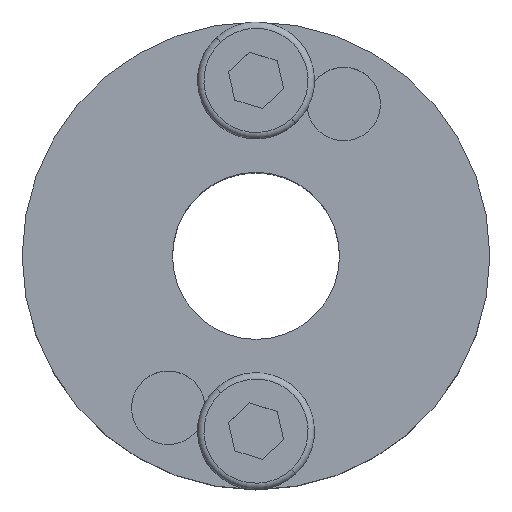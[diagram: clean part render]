
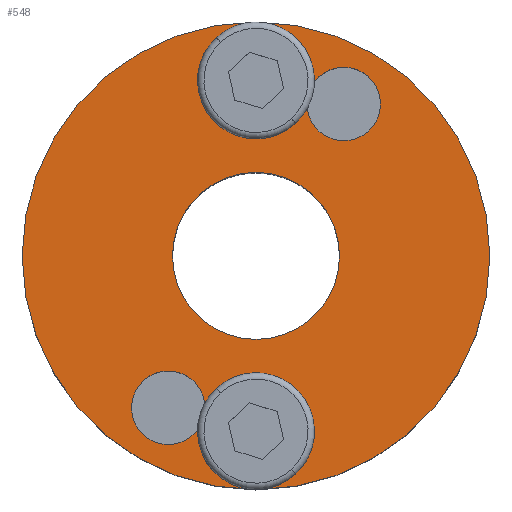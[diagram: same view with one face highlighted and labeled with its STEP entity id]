
A CAD part, top view. The second image highlights one B-rep face of the part: STEP entity #548.
In plain terms, the highlighted planar face has unit normal (0, 0, 1).
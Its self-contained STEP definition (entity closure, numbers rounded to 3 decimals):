
#65 = CARTESIAN_POINT ( 'NONE',  ( 14., 0., 0. ) ) ;
#94 = CIRCLE ( 'NONE', #95, 5. ) ;
#95 = AXIS2_PLACEMENT_3D ( 'NONE', #96, #97, #98 ) ;
#96 = CARTESIAN_POINT ( 'NONE',  ( 0., 0., 0. ) ) ;
#97 = DIRECTION ( 'NONE',  ( 0., 0., 1. ) ) ;
#98 = DIRECTION ( 'NONE',  ( 1., 0., 0. ) ) ;
#141 = CIRCLE ( 'NONE', #142, 2.2 ) ;
#142 = AXIS2_PLACEMENT_3D ( 'NONE', #143, #144, #145 ) ;
#143 = CARTESIAN_POINT ( 'NONE',  ( 0., -10.5, 0. ) ) ;
#144 = DIRECTION ( 'NONE',  ( 0., 0., 1. ) ) ;
#145 = DIRECTION ( 'NONE',  ( -1., 0., 0. ) ) ;
#146 = CARTESIAN_POINT ( 'NONE',  ( 2.2, -10.5, 0. ) ) ;
#147 = CARTESIAN_POINT ( 'NONE',  ( 7.45, 9.093, 0. ) ) ;
#548 = ADVANCED_FACE ( 'NONE', ( #1102, #1103, #1104, #1105, #1106, #1107 ), #1108, .F. ) ;
#553 = EDGE_LOOP ( 'NONE', ( #1764, #1768 ) ) ;
#554 = EDGE_CURVE ( 'NONE', #1786, #682, #1138, .T. ) ;
#557 = ORIENTED_EDGE ( 'NONE', *, *, #787, .F. ) ;
#562 = EDGE_LOOP ( 'NONE', ( #563, #600 ) ) ;
#563 = ORIENTED_EDGE ( 'NONE', *, *, #810, .F. ) ;
#587 = EDGE_LOOP ( 'NONE', ( #1807, #1820 ) ) ;
#600 = ORIENTED_EDGE ( 'NONE', *, *, #1770, .F. ) ;
#615 = EDGE_CURVE ( 'NONE', #691, #1569, #94, .T. ) ;
#620 = VERTEX_POINT ( 'NONE', #147 ) ;
#650 = VERTEX_POINT ( 'NONE', #1420 ) ;
#682 = VERTEX_POINT ( 'NONE', #958 ) ;
#691 = VERTEX_POINT ( 'NONE', #990 ) ;
#698 = VERTEX_POINT ( 'NONE', #1010 ) ;
#728 = VERTEX_POINT ( 'NONE', #1085 ) ;
#787 = EDGE_CURVE ( 'NONE', #682, #1786, #1475, .T. ) ;
#788 = EDGE_CURVE ( 'NONE', #698, #1175, #1480, .T. ) ;
#794 = EDGE_LOOP ( 'NONE', ( #1754, #557 ) ) ;
#805 = EDGE_CURVE ( 'NONE', #1569, #691, #1536, .T. ) ;
#810 = EDGE_CURVE ( 'NONE', #620, #1769, #1545, .T. ) ;
#815 = EDGE_CURVE ( 'NONE', #728, #1773, #1566, .T. ) ;
#817 = ORIENTED_EDGE ( 'NONE', *, *, #1455, .F. ) ;
#910 = ORIENTED_EDGE ( 'NONE', *, *, #1678, .F. ) ;
#928 = EDGE_CURVE ( 'NONE', #1175, #698, #1613, .T. ) ;
#958 = CARTESIAN_POINT ( 'NONE',  ( -7.45, -9.093, 0. ) ) ;
#990 = CARTESIAN_POINT ( 'NONE',  ( -5., 0., 0. ) ) ;
#1010 = CARTESIAN_POINT ( 'NONE',  ( -14., 0., 0. ) ) ;
#1085 = CARTESIAN_POINT ( 'NONE',  ( -2.2, 10.5, 0. ) ) ;
#1102 = FACE_BOUND ( 'NONE', #794, .T. ) ;
#1103 = FACE_BOUND ( 'NONE', #562, .T. ) ;
#1104 = FACE_BOUND ( 'NONE', #1741, .T. ) ;
#1105 = FACE_BOUND ( 'NONE', #1763, .T. ) ;
#1106 = FACE_BOUND ( 'NONE', #587, .T. ) ;
#1107 = FACE_OUTER_BOUND ( 'NONE', #553, .T. ) ;
#1108 = PLANE ( 'NONE',  #1109 ) ;
#1109 = AXIS2_PLACEMENT_3D ( 'NONE', #1110, #1111, #1112 ) ;
#1110 = CARTESIAN_POINT ( 'NONE',  ( 0., 14., 0. ) ) ;
#1111 = DIRECTION ( 'NONE',  ( 0., 0., -1. ) ) ;
#1112 = DIRECTION ( 'NONE',  ( -1., 0., 0. ) ) ;
#1138 = CIRCLE ( 'NONE', #1139, 2.2 ) ;
#1139 = AXIS2_PLACEMENT_3D ( 'NONE', #1140, #1141, #1142 ) ;
#1140 = CARTESIAN_POINT ( 'NONE',  ( -5.25, -9.093, 0. ) ) ;
#1141 = DIRECTION ( 'NONE',  ( 0., 0., 1. ) ) ;
#1142 = DIRECTION ( 'NONE',  ( 1., 0., 0. ) ) ;
#1175 = VERTEX_POINT ( 'NONE', #65 ) ;
#1212 = ORIENTED_EDGE ( 'NONE', *, *, #1304, .F. ) ;
#1249 = CIRCLE ( 'NONE', #1250, 2.2 ) ;
#1250 = AXIS2_PLACEMENT_3D ( 'NONE', #1251, #1255, #1256 ) ;
#1251 = CARTESIAN_POINT ( 'NONE',  ( 0., -10.5, 0. ) ) ;
#1255 = DIRECTION ( 'NONE',  ( 0., 0., 1. ) ) ;
#1256 = DIRECTION ( 'NONE',  ( -1., 0., 0. ) ) ;
#1304 = EDGE_CURVE ( 'NONE', #1306, #650, #141, .T. ) ;
#1306 = VERTEX_POINT ( 'NONE', #146 ) ;
#1351 = CARTESIAN_POINT ( 'NONE',  ( 5., 0., 0. ) ) ;
#1420 = CARTESIAN_POINT ( 'NONE',  ( -2.2, -10.5, 0. ) ) ;
#1421 = CIRCLE ( 'NONE', #1422, 2.2 ) ;
#1422 = AXIS2_PLACEMENT_3D ( 'NONE', #1423, #1424, #1425 ) ;
#1423 = CARTESIAN_POINT ( 'NONE',  ( 0., 10.5, 0. ) ) ;
#1424 = DIRECTION ( 'NONE',  ( 0., 0., 1. ) ) ;
#1425 = DIRECTION ( 'NONE',  ( 1., 0., 0. ) ) ;
#1455 = EDGE_CURVE ( 'NONE', #650, #1306, #1249, .T. ) ;
#1467 = CARTESIAN_POINT ( 'NONE',  ( 3.05, 9.093, 0. ) ) ;
#1468 = CIRCLE ( 'NONE', #1469, 2.2 ) ;
#1469 = AXIS2_PLACEMENT_3D ( 'NONE', #1470, #1471, #1474 ) ;
#1470 = CARTESIAN_POINT ( 'NONE',  ( 5.25, 9.093, 0. ) ) ;
#1471 = DIRECTION ( 'NONE',  ( 0., 0., 1. ) ) ;
#1474 = DIRECTION ( 'NONE',  ( 1., 0., 0. ) ) ;
#1475 = CIRCLE ( 'NONE', #1476, 2.2 ) ;
#1476 = AXIS2_PLACEMENT_3D ( 'NONE', #1477, #1478, #1479 ) ;
#1477 = CARTESIAN_POINT ( 'NONE',  ( -5.25, -9.093, 0. ) ) ;
#1478 = DIRECTION ( 'NONE',  ( 0., 0., 1. ) ) ;
#1479 = DIRECTION ( 'NONE',  ( 1., 0., 0. ) ) ;
#1480 = CIRCLE ( 'NONE', #1481, 14. ) ;
#1481 = AXIS2_PLACEMENT_3D ( 'NONE', #1482, #1483, #1484 ) ;
#1482 = CARTESIAN_POINT ( 'NONE',  ( 0., 0., 0. ) ) ;
#1483 = DIRECTION ( 'NONE',  ( 0., 0., 1. ) ) ;
#1484 = DIRECTION ( 'NONE',  ( 1., 0., 0. ) ) ;
#1494 = CARTESIAN_POINT ( 'NONE',  ( 2.2, 10.5, 0. ) ) ;
#1536 = CIRCLE ( 'NONE', #1537, 5. ) ;
#1537 = AXIS2_PLACEMENT_3D ( 'NONE', #1538, #1539, #1540 ) ;
#1538 = CARTESIAN_POINT ( 'NONE',  ( 0., 0., 0. ) ) ;
#1539 = DIRECTION ( 'NONE',  ( 0., 0., 1. ) ) ;
#1540 = DIRECTION ( 'NONE',  ( 1., 0., 0. ) ) ;
#1545 = CIRCLE ( 'NONE', #1546, 2.2 ) ;
#1546 = AXIS2_PLACEMENT_3D ( 'NONE', #1547, #1553, #1554 ) ;
#1547 = CARTESIAN_POINT ( 'NONE',  ( 5.25, 9.093, 0. ) ) ;
#1553 = DIRECTION ( 'NONE',  ( 0., 0., 1. ) ) ;
#1554 = DIRECTION ( 'NONE',  ( 1., 0., 0. ) ) ;
#1566 = CIRCLE ( 'NONE', #1567, 2.2 ) ;
#1567 = AXIS2_PLACEMENT_3D ( 'NONE', #1568, #1571, #1572 ) ;
#1568 = CARTESIAN_POINT ( 'NONE',  ( 0., 10.5, 0. ) ) ;
#1569 = VERTEX_POINT ( 'NONE', #1351 ) ;
#1571 = DIRECTION ( 'NONE',  ( 0., 0., 1. ) ) ;
#1572 = DIRECTION ( 'NONE',  ( 1., 0., 0. ) ) ;
#1599 = CARTESIAN_POINT ( 'NONE',  ( -3.05, -9.093, 0. ) ) ;
#1613 = CIRCLE ( 'NONE', #1614, 14. ) ;
#1614 = AXIS2_PLACEMENT_3D ( 'NONE', #1615, #1616, #1617 ) ;
#1615 = CARTESIAN_POINT ( 'NONE',  ( 0., 0., 0. ) ) ;
#1616 = DIRECTION ( 'NONE',  ( 0., 0., 1. ) ) ;
#1617 = DIRECTION ( 'NONE',  ( 1., 0., 0. ) ) ;
#1678 = EDGE_CURVE ( 'NONE', #1773, #728, #1421, .T. ) ;
#1718 = ORIENTED_EDGE ( 'NONE', *, *, #815, .F. ) ;
#1741 = EDGE_LOOP ( 'NONE', ( #1212, #817 ) ) ;
#1754 = ORIENTED_EDGE ( 'NONE', *, *, #554, .F. ) ;
#1763 = EDGE_LOOP ( 'NONE', ( #910, #1718 ) ) ;
#1764 = ORIENTED_EDGE ( 'NONE', *, *, #928, .T. ) ;
#1768 = ORIENTED_EDGE ( 'NONE', *, *, #788, .T. ) ;
#1769 = VERTEX_POINT ( 'NONE', #1467 ) ;
#1770 = EDGE_CURVE ( 'NONE', #1769, #620, #1468, .T. ) ;
#1773 = VERTEX_POINT ( 'NONE', #1494 ) ;
#1786 = VERTEX_POINT ( 'NONE', #1599 ) ;
#1807 = ORIENTED_EDGE ( 'NONE', *, *, #805, .F. ) ;
#1820 = ORIENTED_EDGE ( 'NONE', *, *, #615, .F. ) ;
